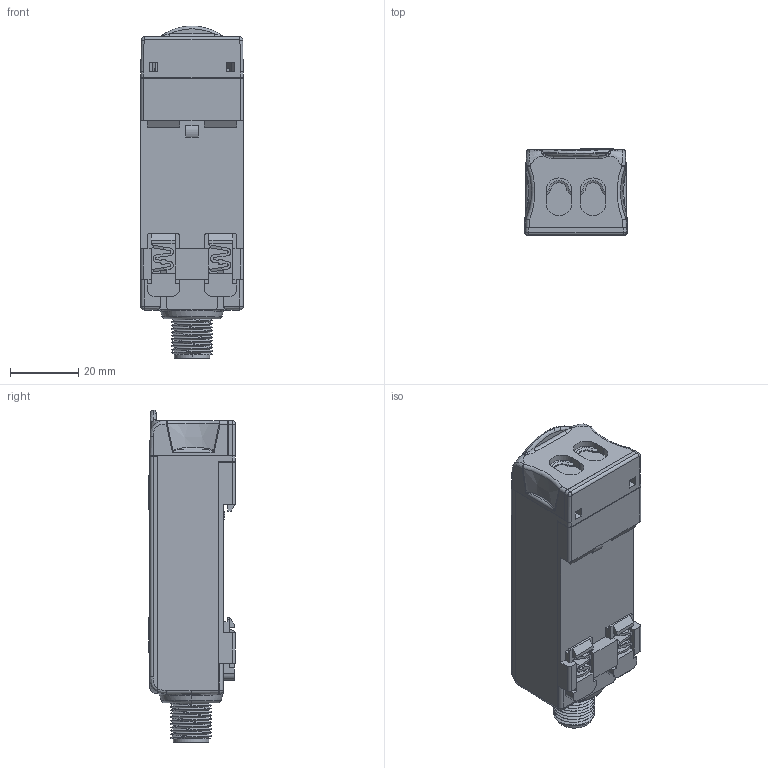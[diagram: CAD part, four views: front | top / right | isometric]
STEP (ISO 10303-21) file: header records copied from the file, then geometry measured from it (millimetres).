
FILE_DESCRIPTION((''),'2;1');
FILE_NAME('141702_SM01_ASM','2022-06-22T13:34:11',('PDMAdmin'),('BANNER ENGINEERING'),'CREO PARAMETRIC BY PTC INC, 2019292','CREO PARAMETRIC BY PTC INC, 2019292','');
FILE_SCHEMA(('CONFIG_CONTROL_DESIGN'));
Length unit declared in the file: millimetre
Products named in the file (2): 141702_EP01; 141702_SM01_ASM
Assembly tree (1 placements, depth 2):
  141702_SM01_ASM
    141702_EP01
Bounding box: 30 x 25.34 x 97.13 mm (x, y, z)
Volume: 53401.5 mm3; surface area: 18664.4 mm2
Topology: 2 solids, 2 shells, 613 faces, 1652 edges, 1042 vertices
Faces by surface type: plane 344, cylinder 156, bspline 71, extrusion 26, cone 6, torus 6, sphere 4
Entity records: 28352 total; most frequent: CARTESIAN_POINT 13573, ORIENTED_EDGE 3304, DIRECTION 2686, EDGE_CURVE 1652, VECTOR 1110, LINE 1084, VERTEX_POINT 1042, AXIS2_PLACEMENT_3D 788
